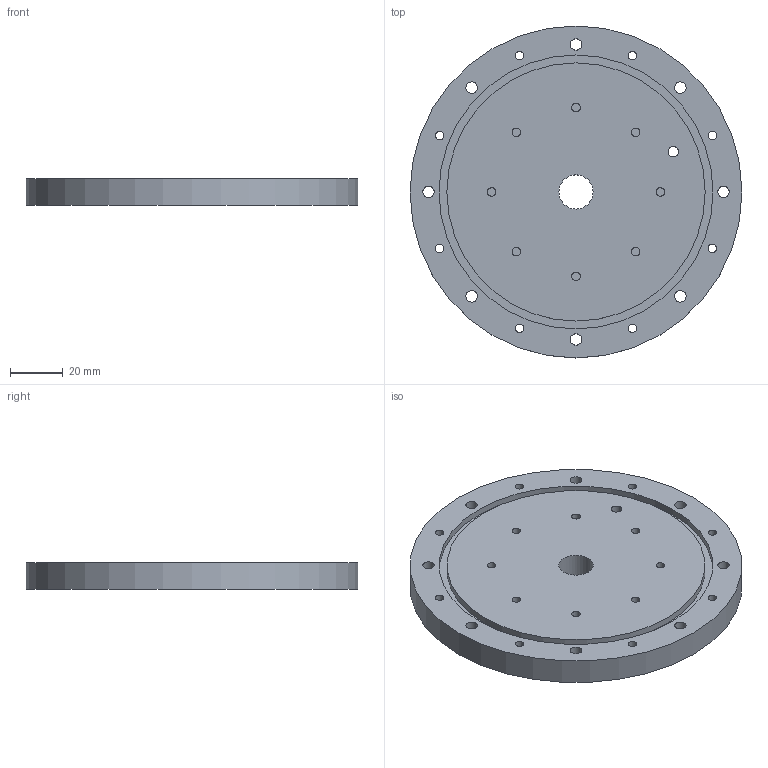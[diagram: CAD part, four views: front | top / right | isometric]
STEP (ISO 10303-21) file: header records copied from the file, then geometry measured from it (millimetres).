
FILE_DESCRIPTION(/* description */ (''),/* implementation_level */ '2;1');
FILE_NAME(/* name */ 'Base_Bowl_Glovebox.stp',/* time_stamp */ '2022-12-04T10:31:06+01:00',/* author */ ('Timo Raab'),/* organization */ ('AG Schmidt-Mende Universität Konstanz'),/* preprocessor_version */ 'ST-DEVELOPER v19.2',/* originating_system */ 'Autodesk Inventor 2023',/* authorisation */ '');
FILE_SCHEMA (('AUTOMOTIVE_DESIGN { 1 0 10303 214 3 1 1 }'));
Length unit declared in the file: millimetre
Products named in the file (1): Base_Bowl_Glovebox
Bounding box: 126 x 126 x 10 mm (x, y, z)
Volume: 118451.9 mm3; surface area: 32923.5 mm2
Topology: 1 solids, 1 shells, 41 faces, 87 edges, 58 vertices
Faces by surface type: cylinder 29, plane 12
Full cylindrical faces by diameter (mm): 3.242 x16, 4 x1, 4.4 x8, 13 x1, 98 x1, 104 x1, 126 x1
Entity records: 1254 total; most frequent: DIRECTION 229, CARTESIAN_POINT 187, ORIENTED_EDGE 174, AXIS2_PLACEMENT_3D 100, EDGE_LOOP 87, EDGE_CURVE 87, CIRCLE 58, VERTEX_POINT 58
